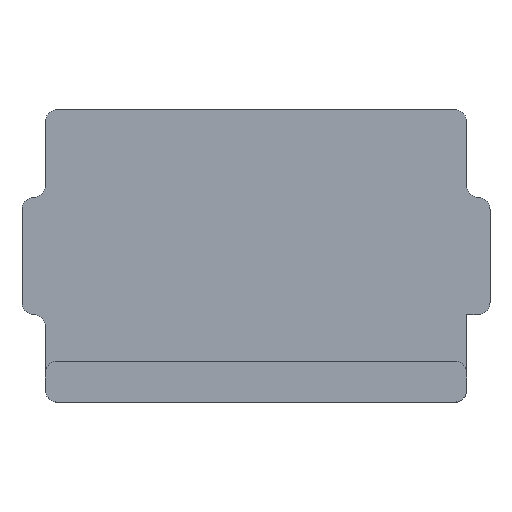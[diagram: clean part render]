
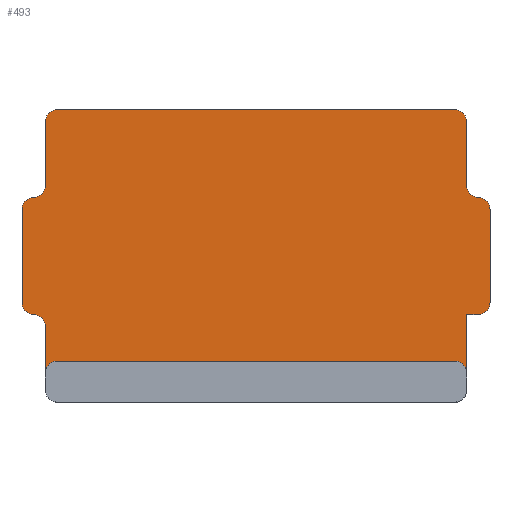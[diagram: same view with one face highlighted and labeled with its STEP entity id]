
A CAD part, top view. The second image highlights one B-rep face of the part: STEP entity #493.
In plain terms, the highlighted planar face has unit normal (0, 0, 1).
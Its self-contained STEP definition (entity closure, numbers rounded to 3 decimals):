
#41=FACE_OUTER_BOUND('',#68,.T.);
#68=EDGE_LOOP('',(#386,#387,#388,#389,#390,#391,#392,#393,#394,#395,#396,
#397,#398,#399,#400,#401,#402,#403,#404,#405));
#89=LINE('',#755,#135);
#99=LINE('',#783,#145);
#112=LINE('',#830,#158);
#113=LINE('',#837,#159);
#114=LINE('',#840,#160);
#115=LINE('',#842,#161);
#116=LINE('',#846,#162);
#117=LINE('',#849,#163);
#118=LINE('',#853,#164);
#135=VECTOR('',#596,10.);
#145=VECTOR('',#624,10.);
#158=VECTOR('',#667,10.);
#159=VECTOR('',#674,10.);
#160=VECTOR('',#677,10.);
#161=VECTOR('',#678,10.);
#162=VECTOR('',#681,10.);
#163=VECTOR('',#684,10.);
#164=VECTOR('',#687,10.);
#180=CIRCLE('',#530,1.);
#182=CIRCLE('',#536,1.);
#192=CIRCLE('',#549,1.);
#193=CIRCLE('',#551,1.);
#194=CIRCLE('',#554,1.);
#195=CIRCLE('',#555,1.);
#196=CIRCLE('',#556,1.);
#197=CIRCLE('',#557,1.);
#198=CIRCLE('',#558,1.);
#199=CIRCLE('',#559,1.);
#200=CIRCLE('',#560,1.);
#210=VERTEX_POINT('',#752);
#211=VERTEX_POINT('',#754);
#212=VERTEX_POINT('',#758);
#217=VERTEX_POINT('',#773);
#218=VERTEX_POINT('',#775);
#220=VERTEX_POINT('',#781);
#236=VERTEX_POINT('',#818);
#237=VERTEX_POINT('',#819);
#238=VERTEX_POINT('',#824);
#239=VERTEX_POINT('',#825);
#240=VERTEX_POINT('',#832);
#241=VERTEX_POINT('',#834);
#242=VERTEX_POINT('',#836);
#243=VERTEX_POINT('',#839);
#244=VERTEX_POINT('',#841);
#245=VERTEX_POINT('',#843);
#246=VERTEX_POINT('',#845);
#247=VERTEX_POINT('',#848);
#248=VERTEX_POINT('',#850);
#249=VERTEX_POINT('',#852);
#259=EDGE_CURVE('',#210,#211,#89,.T.);
#262=EDGE_CURVE('',#212,#210,#180,.F.);
#269=EDGE_CURVE('',#217,#218,#182,.T.);
#273=EDGE_CURVE('',#220,#217,#99,.T.);
#291=EDGE_CURVE('',#236,#237,#192,.T.);
#294=EDGE_CURVE('',#238,#239,#193,.T.);
#297=EDGE_CURVE('',#239,#236,#112,.T.);
#298=EDGE_CURVE('',#240,#220,#194,.T.);
#299=EDGE_CURVE('',#241,#240,#195,.T.);
#300=EDGE_CURVE('',#242,#241,#113,.T.);
#301=EDGE_CURVE('',#211,#242,#196,.F.);
#302=EDGE_CURVE('',#243,#212,#114,.T.);
#303=EDGE_CURVE('',#243,#244,#115,.T.);
#304=EDGE_CURVE('',#245,#244,#197,.T.);
#305=EDGE_CURVE('',#246,#245,#116,.T.);
#306=EDGE_CURVE('',#237,#246,#198,.T.);
#307=EDGE_CURVE('',#247,#238,#117,.T.);
#308=EDGE_CURVE('',#248,#247,#199,.T.);
#309=EDGE_CURVE('',#249,#248,#118,.T.);
#310=EDGE_CURVE('',#218,#249,#200,.T.);
#386=ORIENTED_EDGE('',*,*,#269,.F.);
#387=ORIENTED_EDGE('',*,*,#273,.F.);
#388=ORIENTED_EDGE('',*,*,#298,.F.);
#389=ORIENTED_EDGE('',*,*,#299,.F.);
#390=ORIENTED_EDGE('',*,*,#300,.F.);
#391=ORIENTED_EDGE('',*,*,#301,.F.);
#392=ORIENTED_EDGE('',*,*,#259,.F.);
#393=ORIENTED_EDGE('',*,*,#262,.F.);
#394=ORIENTED_EDGE('',*,*,#302,.F.);
#395=ORIENTED_EDGE('',*,*,#303,.T.);
#396=ORIENTED_EDGE('',*,*,#304,.F.);
#397=ORIENTED_EDGE('',*,*,#305,.F.);
#398=ORIENTED_EDGE('',*,*,#306,.F.);
#399=ORIENTED_EDGE('',*,*,#291,.F.);
#400=ORIENTED_EDGE('',*,*,#297,.F.);
#401=ORIENTED_EDGE('',*,*,#294,.F.);
#402=ORIENTED_EDGE('',*,*,#307,.F.);
#403=ORIENTED_EDGE('',*,*,#308,.F.);
#404=ORIENTED_EDGE('',*,*,#309,.F.);
#405=ORIENTED_EDGE('',*,*,#310,.F.);
#475=PLANE('',#553);
#493=ADVANCED_FACE('',(#41),#475,.F.);
#530=AXIS2_PLACEMENT_3D('',#760,#601,#602);
#536=AXIS2_PLACEMENT_3D('',#776,#617,#618);
#549=AXIS2_PLACEMENT_3D('',#820,#655,#656);
#551=AXIS2_PLACEMENT_3D('',#826,#661,#662);
#553=AXIS2_PLACEMENT_3D('',#831,#668,#669);
#554=AXIS2_PLACEMENT_3D('',#833,#670,#671);
#555=AXIS2_PLACEMENT_3D('',#835,#672,#673);
#556=AXIS2_PLACEMENT_3D('',#838,#675,#676);
#557=AXIS2_PLACEMENT_3D('',#844,#679,#680);
#558=AXIS2_PLACEMENT_3D('',#847,#682,#683);
#559=AXIS2_PLACEMENT_3D('',#851,#685,#686);
#560=AXIS2_PLACEMENT_3D('',#854,#688,#689);
#596=DIRECTION('',(-1.,0.,0.));
#601=DIRECTION('center_axis',(0.,0.,-1.));
#602=DIRECTION('ref_axis',(0.707,0.707,0.));
#617=DIRECTION('center_axis',(0.,0.,-1.));
#618=DIRECTION('ref_axis',(-0.707,0.707,0.));
#624=DIRECTION('',(0.,1.,0.));
#655=DIRECTION('center_axis',(0.,0.,1.));
#656=DIRECTION('ref_axis',(-0.707,-0.707,0.));
#661=DIRECTION('center_axis',(0.,0.,-1.));
#662=DIRECTION('ref_axis',(0.707,0.707,0.));
#667=DIRECTION('',(0.,-1.,0.));
#668=DIRECTION('center_axis',(0.,0.,-1.));
#669=DIRECTION('ref_axis',(-1.,0.,0.));
#670=DIRECTION('center_axis',(0.,0.,-1.));
#671=DIRECTION('ref_axis',(-0.707,-0.707,0.));
#672=DIRECTION('center_axis',(0.,0.,1.));
#673=DIRECTION('ref_axis',(0.707,0.707,0.));
#674=DIRECTION('',(0.,1.,0.));
#675=DIRECTION('center_axis',(0.,0.,-1.));
#676=DIRECTION('ref_axis',(-0.707,0.707,0.));
#677=DIRECTION('',(0.,-1.,0.));
#678=DIRECTION('',(1.,0.,0.));
#679=DIRECTION('center_axis',(0.,0.,-1.));
#680=DIRECTION('ref_axis',(0.707,-0.707,0.));
#681=DIRECTION('',(0.,-1.,0.));
#682=DIRECTION('center_axis',(0.,0.,-1.));
#683=DIRECTION('ref_axis',(0.707,0.707,0.));
#684=DIRECTION('',(1.,0.,0.));
#685=DIRECTION('center_axis',(0.,0.,-1.));
#686=DIRECTION('ref_axis',(-0.707,0.707,0.));
#687=DIRECTION('',(0.,1.,0.));
#688=DIRECTION('center_axis',(0.,0.,1.));
#689=DIRECTION('ref_axis',(0.707,-0.707,0.));
#752=CARTESIAN_POINT('',(17.,-9.,1.));
#754=CARTESIAN_POINT('',(-17.,-9.,1.));
#755=CARTESIAN_POINT('',(19.,-9.,1.));
#758=CARTESIAN_POINT('',(18.,-10.,1.));
#760=CARTESIAN_POINT('Origin',(17.,-10.,1.));
#773=CARTESIAN_POINT('',(-20.,4.,1.));
#775=CARTESIAN_POINT('',(-19.,5.,1.));
#776=CARTESIAN_POINT('Origin',(-19.,4.,1.));
#781=CARTESIAN_POINT('',(-20.,-4.,1.));
#783=CARTESIAN_POINT('',(-20.,-5.,1.));
#818=CARTESIAN_POINT('',(18.,6.,1.));
#819=CARTESIAN_POINT('',(19.,5.,1.));
#820=CARTESIAN_POINT('Origin',(19.,6.,1.));
#824=CARTESIAN_POINT('',(17.,12.5,1.));
#825=CARTESIAN_POINT('',(18.,11.5,1.));
#826=CARTESIAN_POINT('Origin',(17.,11.5,1.));
#830=CARTESIAN_POINT('',(18.,-5.374,1.));
#831=CARTESIAN_POINT('Origin',(0.,1.752,1.));
#832=CARTESIAN_POINT('',(-19.,-5.,1.));
#833=CARTESIAN_POINT('Origin',(-19.,-4.,1.));
#834=CARTESIAN_POINT('',(-18.,-6.,1.));
#835=CARTESIAN_POINT('Origin',(-19.,-6.,1.));
#836=CARTESIAN_POINT('',(-18.,-10.,1.));
#837=CARTESIAN_POINT('',(-18.,7.126,1.));
#838=CARTESIAN_POINT('Origin',(-17.,-10.,1.));
#839=CARTESIAN_POINT('',(18.,-5.,1.));
#840=CARTESIAN_POINT('',(18.,-5.374,1.));
#841=CARTESIAN_POINT('',(19.,-5.,1.));
#842=CARTESIAN_POINT('',(18.,-5.,1.));
#843=CARTESIAN_POINT('',(20.,-4.,1.));
#844=CARTESIAN_POINT('Origin',(19.,-4.,1.));
#845=CARTESIAN_POINT('',(20.,4.,1.));
#846=CARTESIAN_POINT('',(20.,5.,1.));
#847=CARTESIAN_POINT('Origin',(19.,4.,1.));
#848=CARTESIAN_POINT('',(-17.,12.5,1.));
#849=CARTESIAN_POINT('',(9.,12.5,1.));
#850=CARTESIAN_POINT('',(-18.,11.5,1.));
#851=CARTESIAN_POINT('Origin',(-17.,11.5,1.));
#852=CARTESIAN_POINT('',(-18.,6.,1.));
#853=CARTESIAN_POINT('',(-18.,7.126,1.));
#854=CARTESIAN_POINT('Origin',(-19.,6.,1.));
